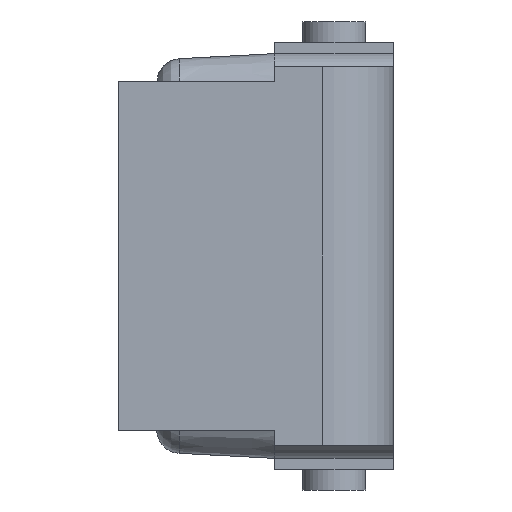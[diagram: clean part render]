
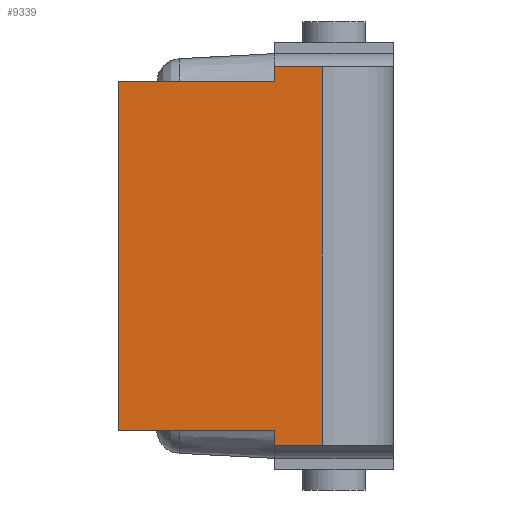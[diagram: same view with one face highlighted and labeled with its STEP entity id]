
A CAD part, left-side view. The second image highlights one B-rep face of the part: STEP entity #9339.
In plain terms, the highlighted planar face has unit normal (-1, 0, 0).
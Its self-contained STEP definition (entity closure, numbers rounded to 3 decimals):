
#1121=LINE('',#20629,#1915);
#1142=LINE('',#20686,#1936);
#1144=LINE('',#20691,#1938);
#1147=LINE('',#20696,#1941);
#1149=LINE('',#20701,#1943);
#1150=LINE('',#20702,#1944);
#1151=LINE('',#20704,#1945);
#1152=LINE('',#20705,#1946);
#1915=VECTOR('',#12347,10.);
#1936=VECTOR('',#12410,10.);
#1938=VECTOR('',#12414,10.);
#1941=VECTOR('',#12419,10.);
#1943=VECTOR('',#12423,10.);
#1944=VECTOR('',#12424,10.);
#1945=VECTOR('',#12425,10.);
#1946=VECTOR('',#12426,10.);
#2310=PLANE('',#10179);
#2772=FACE_OUTER_BOUND('',#3309,.T.);
#3309=EDGE_LOOP('',(#8380,#8381,#8382,#8383,#8384,#8385,#8386,#8387));
#4582=VERTEX_POINT('',#20626);
#4583=VERTEX_POINT('',#20628);
#4598=VERTEX_POINT('',#20684);
#4600=VERTEX_POINT('',#20689);
#4601=VERTEX_POINT('',#20694);
#4602=VERTEX_POINT('',#20699);
#4603=VERTEX_POINT('',#20700);
#4604=VERTEX_POINT('',#20703);
#5879=EDGE_CURVE('',#4582,#4583,#1121,.T.);
#5908=EDGE_CURVE('',#4582,#4598,#1142,.T.);
#5910=EDGE_CURVE('',#4600,#4598,#1144,.T.);
#5913=EDGE_CURVE('',#4601,#4600,#1147,.T.);
#5915=EDGE_CURVE('',#4602,#4603,#1149,.T.);
#5916=EDGE_CURVE('',#4583,#4603,#1150,.T.);
#5917=EDGE_CURVE('',#4604,#4601,#1151,.T.);
#5918=EDGE_CURVE('',#4602,#4604,#1152,.T.);
#8380=ORIENTED_EDGE('',*,*,#5915,.T.);
#8381=ORIENTED_EDGE('',*,*,#5916,.F.);
#8382=ORIENTED_EDGE('',*,*,#5879,.F.);
#8383=ORIENTED_EDGE('',*,*,#5908,.T.);
#8384=ORIENTED_EDGE('',*,*,#5910,.F.);
#8385=ORIENTED_EDGE('',*,*,#5913,.F.);
#8386=ORIENTED_EDGE('',*,*,#5917,.F.);
#8387=ORIENTED_EDGE('',*,*,#5918,.F.);
#9339=ADVANCED_FACE('',(#2772),#2310,.T.);
#10179=AXIS2_PLACEMENT_3D('',#20698,#12421,#12422);
#12347=DIRECTION('',(0.,0.,1.));
#12410=DIRECTION('',(0.,1.,0.));
#12414=DIRECTION('',(0.,0.,1.));
#12419=DIRECTION('',(0.,1.,0.));
#12421=DIRECTION('center_axis',(-1.,0.,0.));
#12422=DIRECTION('ref_axis',(0.,-1.,0.));
#12423=DIRECTION('',(0.,0.,1.));
#12424=DIRECTION('',(0.,-1.,0.));
#12425=DIRECTION('',(0.,0.,1.));
#12426=DIRECTION('',(0.,1.,0.));
#20626=CARTESIAN_POINT('',(-260.,12.5,37.));
#20628=CARTESIAN_POINT('',(-260.,12.5,40.));
#20629=CARTESIAN_POINT('',(-260.,12.5,-40.));
#20684=CARTESIAN_POINT('',(-260.,45.5,37.));
#20686=CARTESIAN_POINT('',(-260.,12.5,37.));
#20689=CARTESIAN_POINT('',(-260.,45.5,-37.));
#20691=CARTESIAN_POINT('',(-260.,45.5,-40.));
#20694=CARTESIAN_POINT('',(-260.,12.5,-37.));
#20696=CARTESIAN_POINT('',(-260.,12.5,-37.));
#20698=CARTESIAN_POINT('Origin',(-260.,12.5,37.));
#20699=CARTESIAN_POINT('',(-260.,2.5,-40.));
#20700=CARTESIAN_POINT('',(-260.,2.5,40.));
#20701=CARTESIAN_POINT('',(-260.,2.5,-40.));
#20702=CARTESIAN_POINT('',(-260.,2.5,40.));
#20703=CARTESIAN_POINT('',(-260.,12.5,-40.));
#20704=CARTESIAN_POINT('',(-260.,12.5,-40.));
#20705=CARTESIAN_POINT('',(-260.,2.5,-40.));
